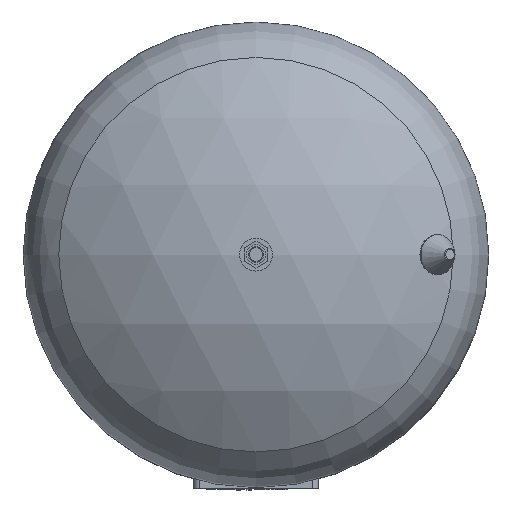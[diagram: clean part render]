
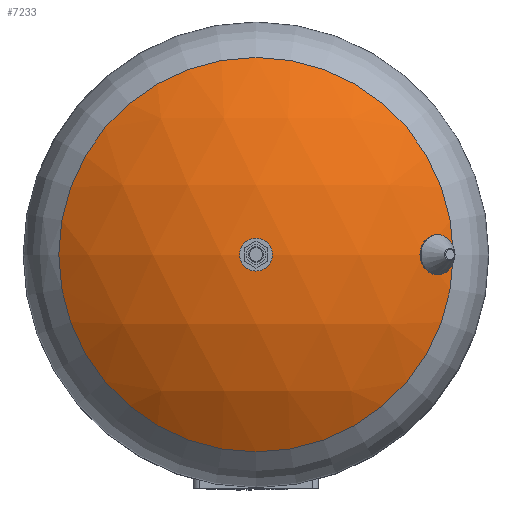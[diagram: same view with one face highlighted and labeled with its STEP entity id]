
A CAD part, top view. The second image highlights one B-rep face of the part: STEP entity #7233.
In plain terms, the highlighted spherical face has radius 354.5 mm.
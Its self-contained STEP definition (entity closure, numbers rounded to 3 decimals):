
#16=SPHERICAL_SURFACE('',#7919,354.5);
#1790=FACE_OUTER_BOUND('',#2310,.T.);
#2310=EDGE_LOOP('',(#5837));
#2920=CIRCLE('',#7920,203.326);
#3515=VERTEX_POINT('',#11888);
#4358=EDGE_CURVE('',#3515,#3515,#2920,.T.);
#5837=ORIENTED_EDGE('',*,*,#4358,.F.);
#7233=ADVANCED_FACE('',(#1790),#16,.T.);
#7919=AXIS2_PLACEMENT_3D('',#11887,#9550,#9551);
#7920=AXIS2_PLACEMENT_3D('',#11889,#9552,#9553);
#9550=DIRECTION('center_axis',(0.,1.,0.));
#9551=DIRECTION('ref_axis',(1.,0.,0.));
#9552=DIRECTION('center_axis',(0.,0.,
-1.));
#9553=DIRECTION('ref_axis',(-1.,0.,0.));
#11887=CARTESIAN_POINT('Origin',(0.,0.,
366.5));
#11888=CARTESIAN_POINT('',(-203.326,0.,656.894));
#11889=CARTESIAN_POINT('Origin',(0.,0.,
656.894));
